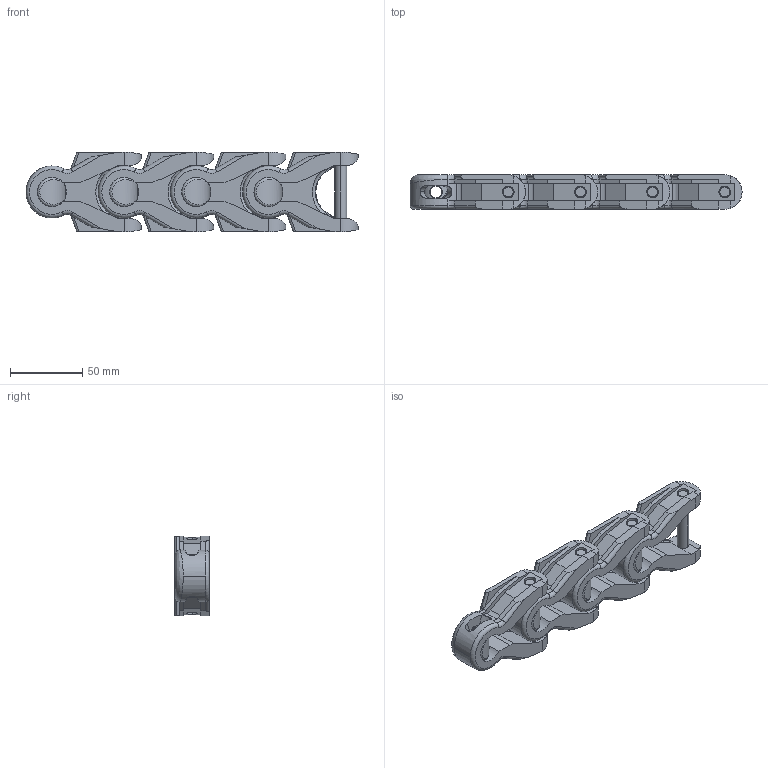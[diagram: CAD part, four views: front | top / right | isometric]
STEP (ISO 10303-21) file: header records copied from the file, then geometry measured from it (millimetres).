
FILE_DESCRIPTION (( 'STEP AP214' ), '1' );
FILE_NAME ('Rexnord-1700-MLF 1700 K-2.17.step.step', '2019-01-02T11:44:35', ( '' ), ( '' ), 'SwSTEP 2.0', 'SolidWorks 2018', '' );
FILE_SCHEMA (( 'AUTOMOTIVE_DESIGN' ));
Length unit declared in the file: inch
Products named in the file (4): Rexnord-1700-MLF 1700 K-2.17.step_Pivot_Black; Rexnord-1700-MLF 1700 K-2.17.step_1700 Chain_MLF; Rexnord-1700-MLF 1700 K-2.17.step; Rexnord-1700-MLF 1700 K-2.17.step_1700 pin
Assembly tree (12 placements, depth 2):
  Rexnord-1700-MLF 1700 K-2.17.step
    Rexnord-1700-MLF 1700 K-2.17.step_1700 Chain_MLF  x4
    Rexnord-1700-MLF 1700 K-2.17.step_1700 pin  x4
    Rexnord-1700-MLF 1700 K-2.17.step_Pivot_Black  x4
Bounding box: 230.12 x 23.88 x 55.12 mm (x, y, z)
Volume: 165642.7 mm3; surface area: 68798.2 mm2
Topology: 12 solids, 12 shells, 492 faces, 1332 edges, 848 vertices
Faces by surface type: cylinder 208, plane 204, torus 48, cone 16, bspline 8, sphere 8
Entity records: 5439 total; most frequent: CARTESIAN_POINT 2077, ORIENTED_EDGE 666, DIRECTION 635, EDGE_CURVE 333, AXIS2_PLACEMENT_3D 236, VERTEX_POINT 212, LINE 163, VECTOR 163
